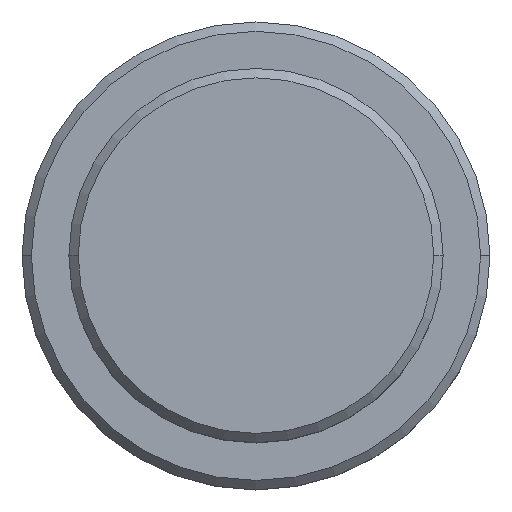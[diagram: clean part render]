
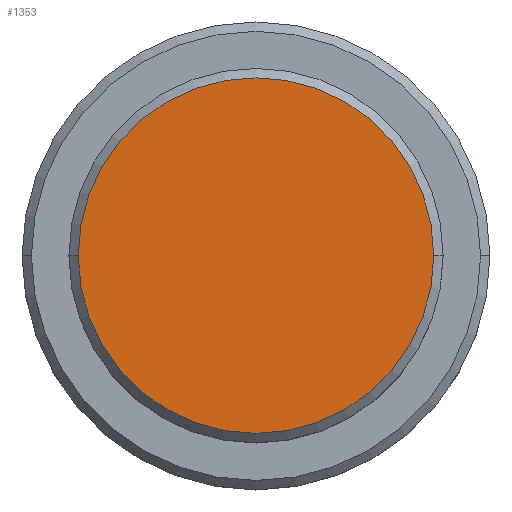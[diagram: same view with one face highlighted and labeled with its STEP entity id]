
A CAD part, top view. The second image highlights one B-rep face of the part: STEP entity #1353.
In plain terms, the highlighted planar face has unit normal (0, 0, 1).
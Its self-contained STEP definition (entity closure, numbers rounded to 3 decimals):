
#50 = DIRECTION ( 'NONE',  ( 0., 0., 1. ) ) ;
#91 = CARTESIAN_POINT ( 'NONE',  ( 0., 0., 0. ) ) ;
#191 = PLANE ( 'NONE',  #894 ) ;
#218 = EDGE_LOOP ( 'NONE', ( #1196, #751 ) ) ;
#257 = DIRECTION ( 'NONE',  ( 1., 0., 0. ) ) ;
#303 = EDGE_CURVE ( 'NONE', #960, #1355, #888, .T. ) ;
#407 = DIRECTION ( 'NONE',  ( 1., 0., 0. ) ) ;
#636 = CIRCLE ( 'NONE', #1006, 9.5 ) ;
#742 = AXIS2_PLACEMENT_3D ( 'NONE', #1038, #50, #407 ) ;
#751 = ORIENTED_EDGE ( 'NONE', *, *, #303, .T. ) ;
#784 = CARTESIAN_POINT ( 'NONE',  ( 9.5, 0., 0. ) ) ;
#849 = CARTESIAN_POINT ( 'NONE',  ( -9.5, 0., 0. ) ) ;
#857 = FACE_OUTER_BOUND ( 'NONE', #218, .T. ) ;
#888 = CIRCLE ( 'NONE', #742, 9.5 ) ;
#894 = AXIS2_PLACEMENT_3D ( 'NONE', #91, #1283, #1385 ) ;
#909 = CARTESIAN_POINT ( 'NONE',  ( 0., 0., 0. ) ) ;
#960 = VERTEX_POINT ( 'NONE', #784 ) ;
#1006 = AXIS2_PLACEMENT_3D ( 'NONE', #909, #1346, #257 ) ;
#1038 = CARTESIAN_POINT ( 'NONE',  ( 0., 0., 0. ) ) ;
#1172 = EDGE_CURVE ( 'NONE', #1355, #960, #636, .T. ) ;
#1196 = ORIENTED_EDGE ( 'NONE', *, *, #1172, .T. ) ;
#1283 = DIRECTION ( 'NONE',  ( 0., 0., 1. ) ) ;
#1346 = DIRECTION ( 'NONE',  ( 0., 0., 1. ) ) ;
#1353 = ADVANCED_FACE ( 'NONE', ( #857 ), #191, .T. ) ;
#1355 = VERTEX_POINT ( 'NONE', #849 ) ;
#1385 = DIRECTION ( 'NONE',  ( 1., 0., 0. ) ) ;
